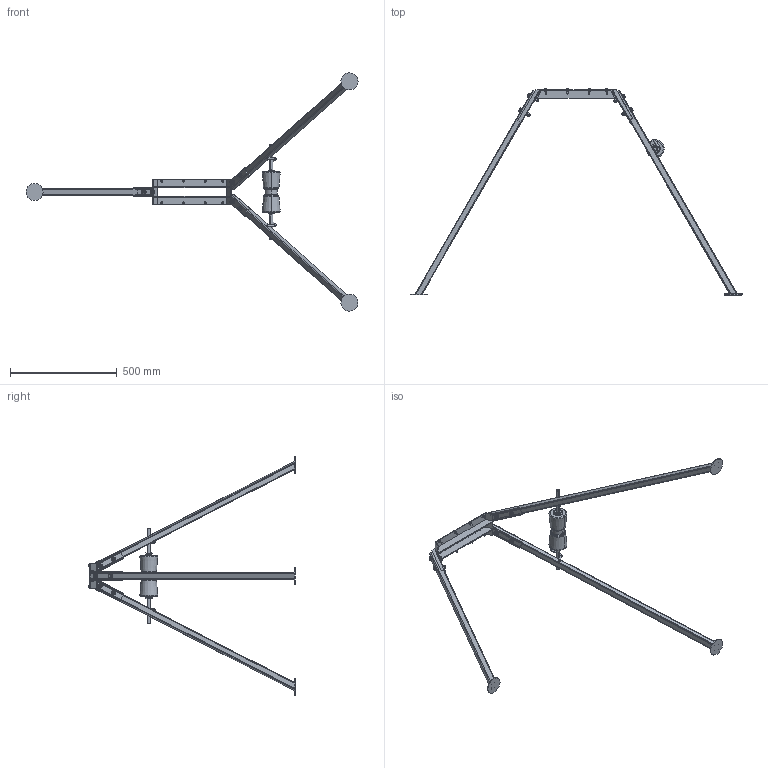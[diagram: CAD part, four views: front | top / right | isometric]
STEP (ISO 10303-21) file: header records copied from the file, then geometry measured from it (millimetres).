
FILE_DESCRIPTION (( 'STEP AP203' ), '1' );
FILE_NAME ('2409G; Òðåíîãà ñ ðîëèêîì ñîñòàâíàÿ, óíèâåðñàëüíàÿ..STEP', '2024-03-07T07:28:57', ( '' ), ( '' ), 'SwSTEP 2.0', 'SolidWorks 2022', '' );
FILE_SCHEMA (( 'CONFIG_CONTROL_DESIGN' ));
Length unit declared in the file: millimetre
Products named in the file (23): ГОСТ Р ИСО 4014-2013_Болт с шестигранной головкой ГОСТ Р ИСО 4014-M10x50; 2409G; Тренога с роликом составная, универсальная. Ось; 2409G; Тренога с роликом составная, универсальная. Стойка 2 в сборе; ГОСТ 397-79_Шплинт 5x20-15,4 ГОСТ 397-79; ГОСТ 5915-70_Гайка M6 ГОСТ 5915-70; 2409G; Тренога с роликом составная, универсальная. Стойка 1 в сборе; ГОСТ 5927-70_Гайка M10 (S16) ГОСТ 5927-70; Ролик; 2409G; Тренога с роликом составная, универсальная. Полка; 2409G; Тренога с роликом составная, универсальная. Крепление стойки; 2409G; Тренога с роликом составная, универсальная. Крюк; 2409G; Тренога с роликом составная, универсальная.; 2409G; Тренога с роликом составная, универсальная. Пятка; 2409G; Тренога с роликом составная, универсальная. Пластина; ГОСТ 11371-78_Шайба A.16 ГОСТ 11371-78; 2409G; Тренога с роликом составная, универсальная. Стойка 1; 2409G; Тренога с роликом составная, универсальная. Полка 1; 2409G; Тренога с роликом составная, универсальная. Стойка 3 в сборе; 2409G; Тренога с роликом составная, универсальная. Стойка 3; ГОСТ 11371-78_Шайба A.10 ГОСТ 11371-78; 2409G; Тренога с роликом составная, универсальная. Стойка 2; 2409G; Тренога с роликом составная, универсальная. Полка в сборе; ГОСТ 15589-70_Болт M6x20 ГОСТ 15589-70
Assembly tree (65 placements, depth 3):
  2409G; Тренога с роликом составная, универсальная.
    2409G; Тренога с роликом составная, универсальная. Стойка 1 в сборе
      2409G; Тренога с роликом составная, универсальная. Пятка
      2409G; Тренога с роликом составная, универсальная. Стойка 1
    2409G; Тренога с роликом составная, универсальная. Стойка 2 в сборе
      2409G; Тренога с роликом составная, универсальная. Пятка
      2409G; Тренога с роликом составная, универсальная. Стойка 2
      2409G; Тренога с роликом составная, универсальная. Крюк
    2409G; Тренога с роликом составная, универсальная. Полка в сборе
      2409G; Тренога с роликом составная, универсальная. Крепление стойки  x3
      2409G; Тренога с роликом составная, универсальная. Пластина  x2
      2409G; Тренога с роликом составная, универсальная. Полка
      2409G; Тренога с роликом составная, универсальная. Полка 1
    2409G; Тренога с роликом составная, универсальная. Ось
    Ролик
    ГОСТ 11371-78_Шайба A.10 ГОСТ 11371-78  x12
    ГОСТ 5927-70_Гайка M10 (S16) ГОСТ 5927-70  x6
    ГОСТ Р ИСО 4014-2013_Болт с шестигранной головкой ГОСТ Р ИСО 4014-M10x50  x6
    ГОСТ 397-79_Шплинт 5x20-15,4 ГОСТ 397-79  x2
    ГОСТ 11371-78_Шайба A.16 ГОСТ 11371-78  x2
    ГОСТ 15589-70_Болт M6x20 ГОСТ 15589-70  x8
    ГОСТ 5915-70_Гайка M6 ГОСТ 5915-70  x8
    2409G; Тренога с роликом составная, универсальная. Стойка 3 в сборе
      2409G; Тренога с роликом составная, универсальная. Пятка
      2409G; Тренога с роликом составная, универсальная. Стойка 3
      2409G; Тренога с роликом составная, универсальная. Крюк
Bounding box: 1557.27 x 966.28 x 1117.1 mm (x, y, z)
Volume: 2102527.7 mm3; surface area: 1123718.9 mm2
Topology: 63 solids, 63 shells, 884 faces, 2044 edges, 1304 vertices
Faces by surface type: plane 396, cylinder 268, cone 188, torus 32
Entity records: 13045 total; most frequent: CARTESIAN_POINT 2199, DIRECTION 1618, ORIENTED_EDGE 1420, EDGE_CURVE 710, AXIS2_PLACEMENT_3D 631, VERTEX_POINT 452, EDGE_LOOP 362, VECTOR 356
